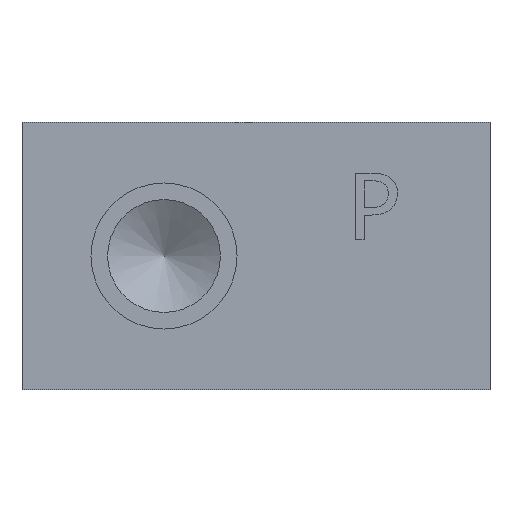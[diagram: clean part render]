
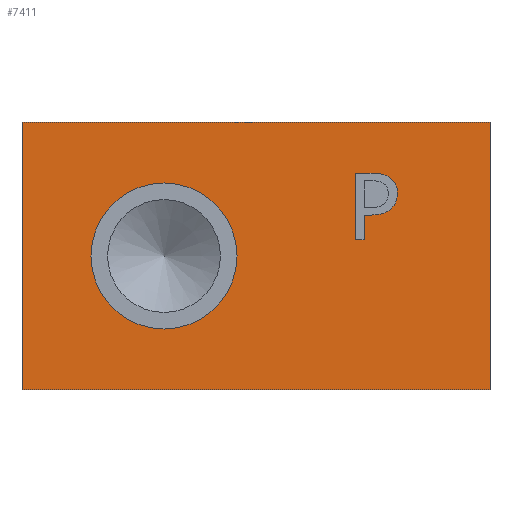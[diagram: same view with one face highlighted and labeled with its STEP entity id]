
A CAD part, front view. The second image highlights one B-rep face of the part: STEP entity #7411.
In plain terms, the highlighted planar face has unit normal (0, -1, 0).
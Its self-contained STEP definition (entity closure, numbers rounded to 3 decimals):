
#48=CIRCLE('',#7731,6.934);
#121=FACE_BOUND('',#1162,.T.);
#122=FACE_BOUND('',#1163,.T.);
#404=PLANE('',#7730);
#751=FACE_OUTER_BOUND('',#1161,.T.);
#1161=EDGE_LOOP('',(#6469,#6470,#6471,#6472));
#1162=EDGE_LOOP('',(#6473));
#1163=EDGE_LOOP('',(#6474,#6475,#6476,#6477,#6478,#6479,#6480,#6481,#6482));
#1560=LINE('',#11047,#2360);
#1978=LINE('',#12141,#2778);
#1981=LINE('',#12147,#2781);
#1984=LINE('',#12153,#2784);
#1987=LINE('',#12159,#2787);
#1990=LINE('',#12165,#2790);
#1994=LINE('',#12207,#2794);
#1995=LINE('',#12209,#2795);
#1996=LINE('',#12210,#2796);
#2360=VECTOR('',#8341,10.);
#2778=VECTOR('',#9065,10.);
#2781=VECTOR('',#9070,10.);
#2784=VECTOR('',#9075,10.);
#2787=VECTOR('',#9080,10.);
#2790=VECTOR('',#9085,10.);
#2794=VECTOR('',#9093,10.);
#2795=VECTOR('',#9094,10.);
#2796=VECTOR('',#9095,10.);
#2986=B_SPLINE_CURVE_WITH_KNOTS('',2,(#12108,#12109,#12110,#12111),
 .UNSPECIFIED.,.F.,.F.,(3,1,3),(0.,1.,2.),.UNSPECIFIED.);
#2988=B_SPLINE_CURVE_WITH_KNOTS('',2,(#12129,#12130,#12131,#12132),
 .UNSPECIFIED.,.F.,.F.,(3,1,3),(0.,1.,2.),.UNSPECIFIED.);
#2990=B_SPLINE_CURVE_WITH_KNOTS('',2,(#12178,#12179,#12180,#12181),
 .UNSPECIFIED.,.F.,.F.,(3,1,3),(0.,1.,2.),.UNSPECIFIED.);
#2992=B_SPLINE_CURVE_WITH_KNOTS('',2,(#12196,#12197,#12198,#12199),
 .UNSPECIFIED.,.F.,.F.,(3,1,3),(0.,1.,2.),.UNSPECIFIED.);
#3292=VERTEX_POINT('',#11040);
#3295=VERTEX_POINT('',#11045);
#3588=VERTEX_POINT('',#12106);
#3589=VERTEX_POINT('',#12107);
#3592=VERTEX_POINT('',#12128);
#3594=VERTEX_POINT('',#12140);
#3596=VERTEX_POINT('',#12146);
#3598=VERTEX_POINT('',#12152);
#3600=VERTEX_POINT('',#12158);
#3602=VERTEX_POINT('',#12164);
#3604=VERTEX_POINT('',#12177);
#3606=VERTEX_POINT('',#12206);
#3607=VERTEX_POINT('',#12208);
#3608=VERTEX_POINT('',#12211);
#4116=EDGE_CURVE('',#3292,#3295,#1560,.T.);
#4555=EDGE_CURVE('',#3588,#3589,#2986,.T.);
#4559=EDGE_CURVE('',#3592,#3588,#2988,.T.);
#4562=EDGE_CURVE('',#3594,#3592,#1978,.T.);
#4565=EDGE_CURVE('',#3596,#3594,#1981,.T.);
#4568=EDGE_CURVE('',#3598,#3596,#1984,.T.);
#4571=EDGE_CURVE('',#3600,#3598,#1987,.T.);
#4574=EDGE_CURVE('',#3602,#3600,#1990,.T.);
#4577=EDGE_CURVE('',#3604,#3602,#2990,.T.);
#4580=EDGE_CURVE('',#3589,#3604,#2992,.T.);
#4582=EDGE_CURVE('',#3606,#3292,#1994,.T.);
#4583=EDGE_CURVE('',#3607,#3295,#1995,.T.);
#4584=EDGE_CURVE('',#3606,#3607,#1996,.T.);
#4585=EDGE_CURVE('',#3608,#3608,#48,.T.);
#6469=ORIENTED_EDGE('',*,*,#4582,.T.);
#6470=ORIENTED_EDGE('',*,*,#4116,.T.);
#6471=ORIENTED_EDGE('',*,*,#4583,.F.);
#6472=ORIENTED_EDGE('',*,*,#4584,.F.);
#6473=ORIENTED_EDGE('',*,*,#4585,.T.);
#6474=ORIENTED_EDGE('',*,*,#4555,.T.);
#6475=ORIENTED_EDGE('',*,*,#4580,.T.);
#6476=ORIENTED_EDGE('',*,*,#4577,.T.);
#6477=ORIENTED_EDGE('',*,*,#4574,.T.);
#6478=ORIENTED_EDGE('',*,*,#4571,.T.);
#6479=ORIENTED_EDGE('',*,*,#4568,.T.);
#6480=ORIENTED_EDGE('',*,*,#4565,.T.);
#6481=ORIENTED_EDGE('',*,*,#4562,.T.);
#6482=ORIENTED_EDGE('',*,*,#4559,.T.);
#7411=ADVANCED_FACE('',(#751,#121,#122),#404,.T.);
#7730=AXIS2_PLACEMENT_3D('',#12205,#9091,#9092);
#7731=AXIS2_PLACEMENT_3D('',#12212,#9096,#9097);
#8341=DIRECTION('',(0.,0.,1.));
#9065=DIRECTION('',(1.,0.,0.));
#9070=DIRECTION('',(0.,0.,1.));
#9075=DIRECTION('',(-1.,0.,0.));
#9080=DIRECTION('',(0.,0.,-1.));
#9085=DIRECTION('',(-1.,0.,0.));
#9091=DIRECTION('center_axis',(0.,-1.,0.));
#9092=DIRECTION('ref_axis',(1.,0.,0.));
#9093=DIRECTION('',(1.,0.,0.));
#9094=DIRECTION('',(1.,0.,0.));
#9095=DIRECTION('',(0.,0.,1.));
#9096=DIRECTION('center_axis',(0.,1.,0.));
#9097=DIRECTION('ref_axis',(1.,0.,0.));
#11040=CARTESIAN_POINT('',(44.45,0.,0.));
#11045=CARTESIAN_POINT('',(44.45,0.,25.4));
#11047=CARTESIAN_POINT('',(44.45,0.,0.));
#12106=CARTESIAN_POINT('',(34.914,0.,20.178));
#12107=CARTESIAN_POINT('',(35.67,0.,18.66));
#12108=CARTESIAN_POINT('Ctrl Pts',(34.914,0.,20.178));
#12109=CARTESIAN_POINT('Ctrl Pts',(35.269,0.,19.936));
#12110=CARTESIAN_POINT('Ctrl Pts',(35.67,0.,19.19));
#12111=CARTESIAN_POINT('Ctrl Pts',(35.67,0.,18.66));
#12128=CARTESIAN_POINT('',(33.252,0.,20.574));
#12129=CARTESIAN_POINT('Ctrl Pts',(33.252,0.,20.574));
#12130=CARTESIAN_POINT('Ctrl Pts',(33.818,0.,20.574));
#12131=CARTESIAN_POINT('Ctrl Pts',(34.61,0.,20.389));
#12132=CARTESIAN_POINT('Ctrl Pts',(34.914,0.,20.178));
#12140=CARTESIAN_POINT('',(31.657,0.,20.574));
#12141=CARTESIAN_POINT('',(15.828,0.,20.574));
#12146=CARTESIAN_POINT('',(31.657,0.,14.224));
#12147=CARTESIAN_POINT('',(31.657,0.,7.112));
#12152=CARTESIAN_POINT('',(32.501,0.,14.224));
#12153=CARTESIAN_POINT('',(16.25,0.,14.224));
#12158=CARTESIAN_POINT('',(32.501,0.,16.591));
#12159=CARTESIAN_POINT('',(32.501,0.,8.296));
#12164=CARTESIAN_POINT('',(33.216,0.,16.591));
#12165=CARTESIAN_POINT('',(16.608,0.,16.591));
#12177=CARTESIAN_POINT('',(35.115,0.,17.25));
#12178=CARTESIAN_POINT('Ctrl Pts',(35.115,0.,17.25));
#12179=CARTESIAN_POINT('Ctrl Pts',(34.785,0.,16.926));
#12180=CARTESIAN_POINT('Ctrl Pts',(33.895,0.,16.591));
#12181=CARTESIAN_POINT('Ctrl Pts',(33.216,0.,16.591));
#12196=CARTESIAN_POINT('Ctrl Pts',(35.67,0.,18.66));
#12197=CARTESIAN_POINT('Ctrl Pts',(35.67,0.,18.248));
#12198=CARTESIAN_POINT('Ctrl Pts',(35.377,0.,17.507));
#12199=CARTESIAN_POINT('Ctrl Pts',(35.115,0.,17.25));
#12205=CARTESIAN_POINT('Origin',(0.,0.,0.));
#12206=CARTESIAN_POINT('',(0.,0.,0.));
#12207=CARTESIAN_POINT('',(0.,0.,0.));
#12208=CARTESIAN_POINT('',(0.,0.,25.4));
#12209=CARTESIAN_POINT('',(0.,0.,25.4));
#12210=CARTESIAN_POINT('',(0.,0.,0.));
#12211=CARTESIAN_POINT('',(6.553,0.,12.7));
#12212=CARTESIAN_POINT('Origin',(13.487,0.,12.7));
